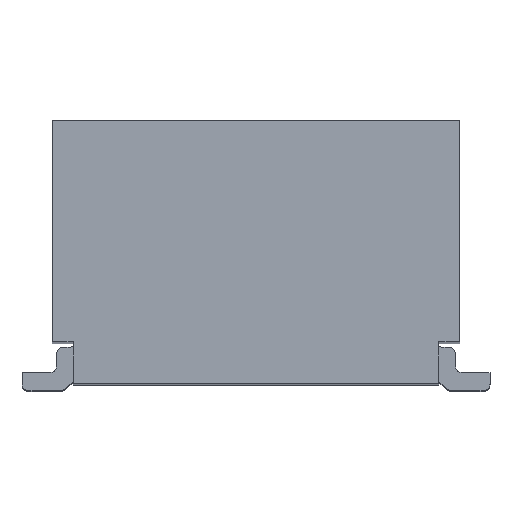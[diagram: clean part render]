
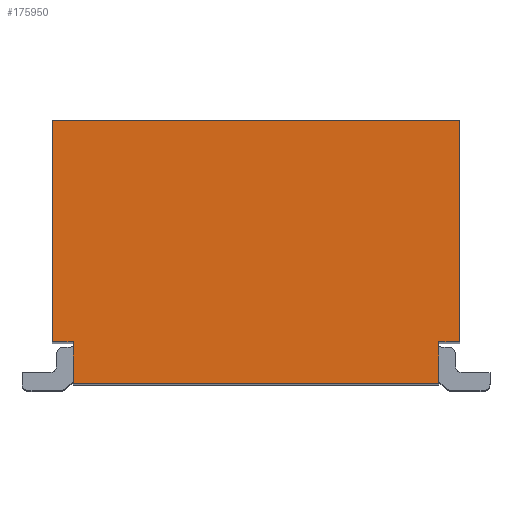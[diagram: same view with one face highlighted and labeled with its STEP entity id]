
A CAD part, top view. The second image highlights one B-rep face of the part: STEP entity #175950.
In plain terms, the highlighted planar face has unit normal (0, 0, 1).
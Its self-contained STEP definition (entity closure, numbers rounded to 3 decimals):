
#7620=CARTESIAN_POINT('',(-1.32,0.707,
3.753));
#7630=VERTEX_POINT('',#7620);
#7660=CARTESIAN_POINT('',(-1.32,0.407,
3.753));
#7670=DIRECTION('',(0.,1.,0.));
#7680=VECTOR('',#7670,1.);
#7690=LINE('',#7660,#7680);
#7700=CARTESIAN_POINT('',(-1.32,0.407,
3.753));
#7710=VERTEX_POINT('',#7700);
#7720=EDGE_CURVE('',#7710,#7630,#7690,.T.);
#31470=CARTESIAN_POINT('',(1.47,0.707,
3.753));
#31480=VERTEX_POINT('',#31470);
#31510=CARTESIAN_POINT('',(1.47,0.407,
3.753));
#31520=DIRECTION('',(0.,-1.,0.));
#31530=VECTOR('',#31520,1.);
#31540=LINE('',#31510,#31530);
#31550=CARTESIAN_POINT('',(1.47,2.307,
3.753));
#31560=VERTEX_POINT('',#31550);
#31570=EDGE_CURVE('',#31560,#31480,#31540,.T.);
#96020=CARTESIAN_POINT('',(-1.47,0.707,
3.753));
#96030=VERTEX_POINT('',#96020);
#96060=CARTESIAN_POINT('',(0.,0.707,
3.753));
#96070=DIRECTION('',(1.,0.,0.));
#96080=VECTOR('',#96070,1.);
#96090=LINE('',#96060,#96080);
#96100=EDGE_CURVE('',#96030,#7630,#96090,.T.);
#146130=CARTESIAN_POINT('',(0.,2.307,
3.753));
#146140=DIRECTION('',(1.,0.,0.));
#146150=VECTOR('',#146140,1.);
#146160=LINE('',#146130,#146150);
#146170=CARTESIAN_POINT('',(-1.47,2.307,
3.753));
#146180=VERTEX_POINT('',#146170);
#146190=EDGE_CURVE('',#146180,#31560,#146160,.T.);
#146450=CARTESIAN_POINT('',(-1.47,0.407,
3.753));
#146460=DIRECTION('',(0.,-1.,0.));
#146470=VECTOR('',#146460,1.);
#146480=LINE('',#146450,#146470);
#146490=EDGE_CURVE('',#146180,#96030,#146480,.T.);
#146650=CARTESIAN_POINT('',(1.32,0.707,
3.753));
#146660=VERTEX_POINT('',#146650);
#146690=CARTESIAN_POINT('',(0.,0.707,
3.753));
#146700=DIRECTION('',(1.,0.,0.));
#146710=VECTOR('',#146700,1.);
#146720=LINE('',#146690,#146710);
#146730=EDGE_CURVE('',#146660,#31480,#146720,.T.);
#146840=CARTESIAN_POINT('',(1.32,0.407,
3.753));
#146850=DIRECTION('',(0.,-1.,0.));
#146860=VECTOR('',#146850,1.);
#146870=LINE('',#146840,#146860);
#146880=CARTESIAN_POINT('',(1.32,0.407,
3.753));
#146890=VERTEX_POINT('',#146880);
#146900=EDGE_CURVE('',#146660,#146890,#146870,.T.);
#175750=CARTESIAN_POINT('',(-0.67,1.195,
3.753));
#175760=DIRECTION('',(0.,0.,-1.));
#175770=DIRECTION('',(-1.,0.,0.));
#175780=AXIS2_PLACEMENT_3D('',#175750,#175760,#175770);
#175790=PLANE('',#175780);
#175800=ORIENTED_EDGE('',*,*,#146900,.F.);
#175810=CARTESIAN_POINT('',(0.,0.407,
3.753));
#175820=DIRECTION('',(-1.,0.,0.));
#175830=VECTOR('',#175820,1.);
#175840=LINE('',#175810,#175830);
#175850=EDGE_CURVE('',#146890,#7710,#175840,.T.);
#175860=ORIENTED_EDGE('',*,*,#175850,.F.);
#175870=ORIENTED_EDGE('',*,*,#7720,.F.);
#175880=ORIENTED_EDGE('',*,*,#96100,.T.);
#175890=ORIENTED_EDGE('',*,*,#146490,.T.);
#175900=ORIENTED_EDGE('',*,*,#146190,.F.);
#175910=ORIENTED_EDGE('',*,*,#31570,.F.);
#175920=ORIENTED_EDGE('',*,*,#146730,.T.);
#175930=EDGE_LOOP('',(#175920,#175910,#175900,#175890,#175880,#175870,
#175860,#175800));
#175940=FACE_OUTER_BOUND('',#175930,.T.);
#175950=ADVANCED_FACE('',(#175940),#175790,.F.);
